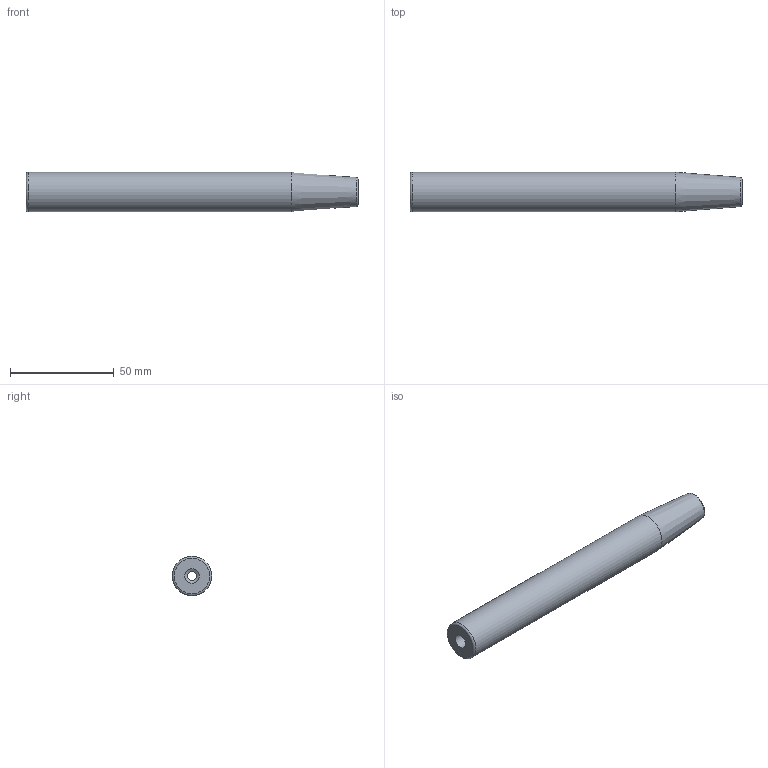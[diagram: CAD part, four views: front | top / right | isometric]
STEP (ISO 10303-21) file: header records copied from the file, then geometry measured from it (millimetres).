
FILE_DESCRIPTION(/* description */ (''),/* implementation_level */ '2;1');
FILE_NAME(/* name */ 'VS032_ST19.05-SFH6.35-160.stp',/* time_stamp */ '2024-06-20T09:06:53+09:00',/* author */ ('YSH'),/* organization */ (''),/* preprocessor_version */ 'ST-DEVELOPER v20',/* originating_system */ 'Autodesk Inventor 2024',/* authorisation */ '');
FILE_SCHEMA (('AUTOMOTIVE_DESIGN { 1 0 10303 214 3 1 1 }'));
Length unit declared in the file: millimetre
Products named in the file (1): LO-ST19.05-SFH6.35-160
Bounding box: 160 x 19.05 x 19.05 mm (x, y, z)
Volume: 37740.4 mm3; surface area: 13034.9 mm2
Topology: 1 solids, 1 shells, 14 faces, 28 edges, 18 vertices
Faces by surface type: cylinder 5, plane 4, torus 3, cone 2
Full cylindrical faces by diameter (mm): 4.134 x1, 6.35 x1, 7 x1, 7.35 x1, 19.05 x1
Entity records: 424 total; most frequent: DIRECTION 79, CARTESIAN_POINT 61, ORIENTED_EDGE 56, AXIS2_PLACEMENT_3D 36, EDGE_CURVE 28, CIRCLE 21, EDGE_LOOP 18, VERTEX_POINT 18
